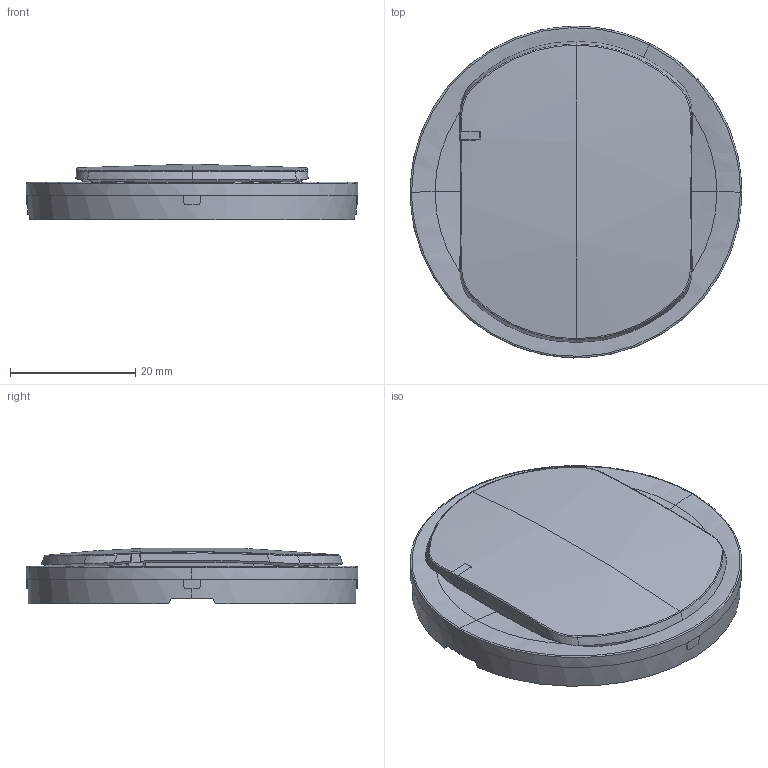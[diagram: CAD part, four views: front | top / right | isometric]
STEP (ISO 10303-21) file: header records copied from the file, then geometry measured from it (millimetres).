
FILE_DESCRIPTION(('CATIA V5 STEP Exchange','CAx-IF Rec.Pracs.--- Model Styling and Organization---1.5--- 2016-08-15','CAx-IF Rec.Pracs.---Supplemental Geometry---1.0---2011-11-01','CAx-IF Rec.Pracs.--- Composite Materials ---1.1---2010-07-15'),'2;1');
FILE_NAME('CB0060s.stp','2023-10-30T09:05:48+00:00',('none'),('none'),'CATIA Version 5-6 Release 2020 SP3','CATIA V5 STEP AP214 v2','none');
FILE_SCHEMA(('AUTOMOTIVE_DESIGN { 1 0 10303 214 1 1 1 1 }'));
Length unit declared in the file: millimetre
Products named in the file (5): CB0060; A027486_A ; EE02276_A; EH01038_A; ED11675_A
Assembly tree (4 placements, depth 3):
  CB0060
    A027486_A 
      EE02276_A
      EH01038_A
    ED11675_A
Bounding box: 53.01 x 53.01 x 8.88 mm (x, y, z)
Volume: 5779 mm3; surface area: 7456.5 mm2
Topology: 3 solids, 3 shells, 430 faces, 1197 edges, 752 vertices
Faces by surface type: plane 184, bspline 105, cylinder 50, cone 35, torus 24, sphere 24, extrusion 4, revolution 4
Entity records: 20206 total; most frequent: CARTESIAN_POINT 10988, ORIENTED_EDGE 2346, EDGE_CURVE 1173, DIRECTION 1107, VERTEX_POINT 752, B_SPLINE_CURVE_WITH_KNOTS 628, AXIS2_PLACEMENT_3D 471, EDGE_LOOP 435
